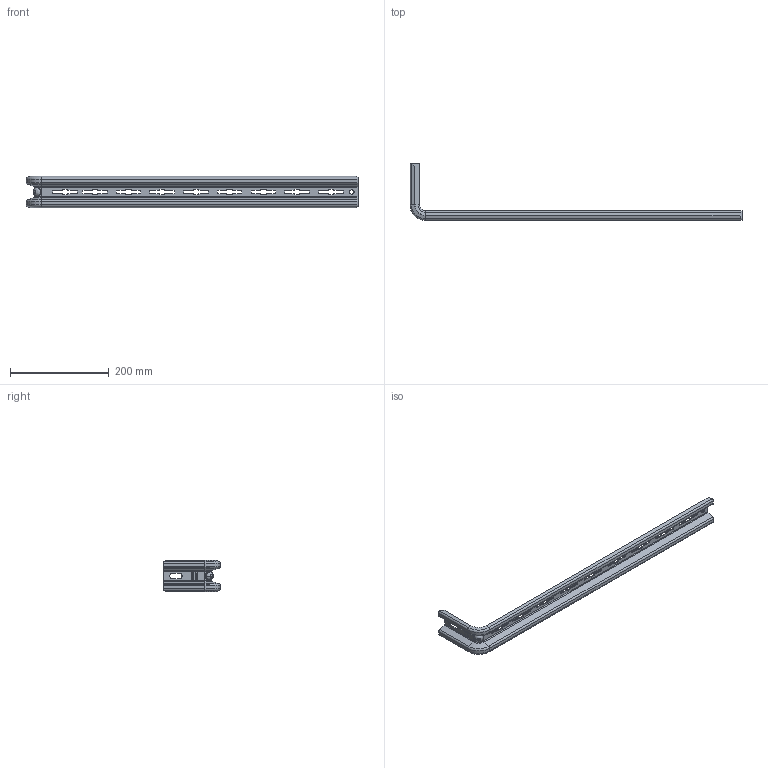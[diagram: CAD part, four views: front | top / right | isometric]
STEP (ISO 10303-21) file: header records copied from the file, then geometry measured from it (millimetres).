
FILE_DESCRIPTION((''),'2;1');
FILE_NAME('720160_PRT','2018-11-16T12:18:22',('tomasz.grudniewski'),(''),'CREO PARAMETRIC BY PTC INC, 2018260','CREO PARAMETRIC BY PTC INC, 2018260','');
FILE_SCHEMA(('CONFIG_CONTROL_DESIGN'));
Length unit declared in the file: millimetre
Products named in the file (1): 720160_PRT
Bounding box: 674 x 115 x 63.43 mm (x, y, z)
Volume: 138505.4 mm3; surface area: 144324.6 mm2
Topology: 1 solids, 1 shells, 693 faces, 1921 edges, 1242 vertices
Faces by surface type: plane 515, cylinder 144, torus 12, cone 10, bspline 8, sphere 4
Entity records: 24075 total; most frequent: CARTESIAN_POINT 6100, ORIENTED_EDGE 3834, DIRECTION 3593, EDGE_CURVE 1917, VECTOR 1579, LINE 1579, VERTEX_POINT 1242, AXIS2_PLACEMENT_3D 1007
